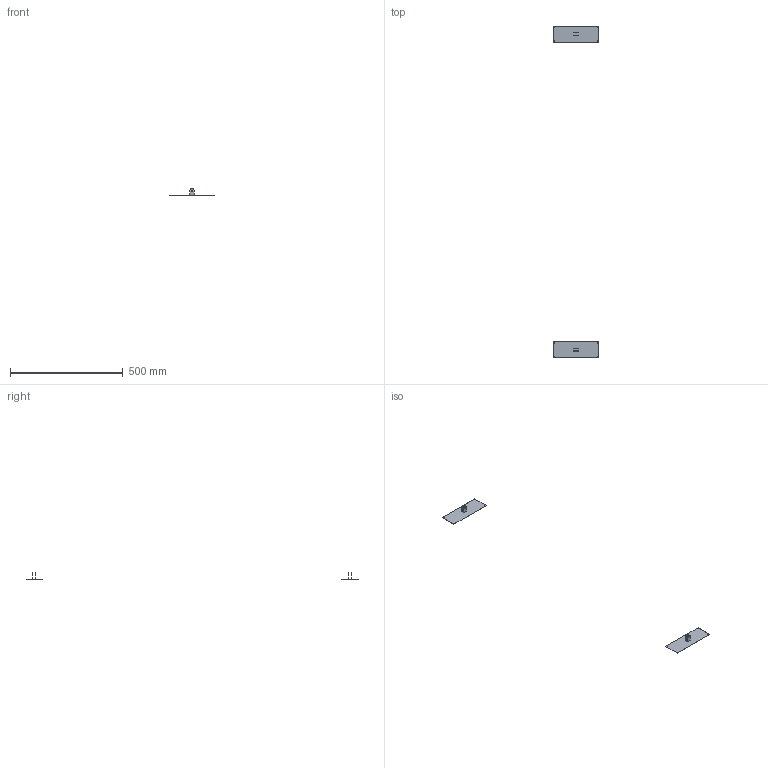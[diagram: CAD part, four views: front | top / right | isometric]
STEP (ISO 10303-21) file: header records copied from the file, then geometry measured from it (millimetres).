
FILE_DESCRIPTION(('Open CASCADE Model'),'2;1');
FILE_NAME('Open CASCADE Shape Model','2023-12-04T22:36:10',('Author'),( 'Open CASCADE'),'Open CASCADE STEP processor 7.7','Open CASCADE 7.7' ,'Unknown');
FILE_SCHEMA(('AUTOMOTIVE_DESIGN { 1 0 10303 214 1 1 1 1 }'));
Length unit declared in the file: millimetre
Products named in the file (4): Open CASCADE STEP translator 7.7 7; Open CASCADE STEP translator 7.7 7.1; Open CASCADE STEP translator 7.7 7.1.1; Open CASCADE STEP translator 7.7 7.1.2
Assembly tree (3 placements, depth 3):
  Open CASCADE STEP translator 7.7 7
    Open CASCADE STEP translator 7.7 7.1
      Open CASCADE STEP translator 7.7 7.1.1
      Open CASCADE STEP translator 7.7 7.1.2
Bounding box: 202.58 x 1472 x 29.92 mm (x, y, z)
Volume: 17806.6 mm3; surface area: 63260.3 mm2
Topology: 2 solids, 2 shells, 52 faces, 132 edges, 88 vertices
Faces by surface type: plane 32, cylinder 20
Full cylindrical faces by diameter (mm): 2.2 x8, 5 x4
Entity records: 3486 total; most frequent: CARTESIAN_POINT 708, DIRECTION 520, LINE 316, VECTOR 316, ORIENTED_EDGE 264, PCURVE 264, DEFINITIONAL_REPRESENTATION 264, EDGE_CURVE 132
